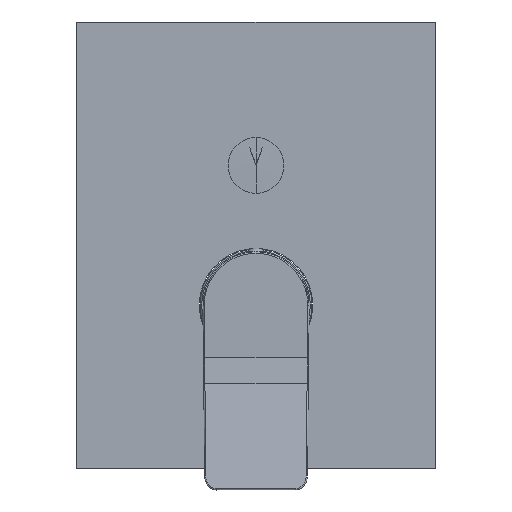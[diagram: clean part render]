
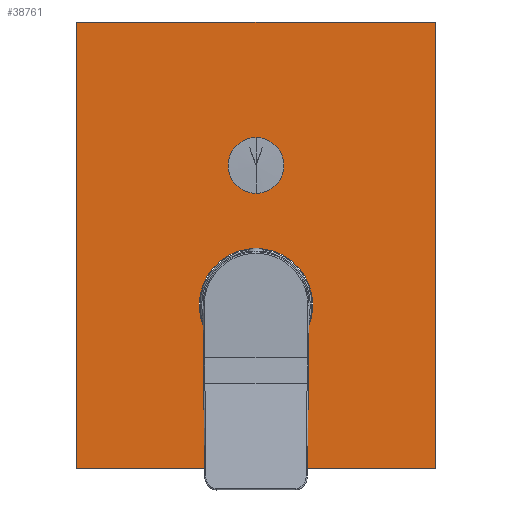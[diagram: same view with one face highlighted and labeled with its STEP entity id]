
A CAD part, top view. The second image highlights one B-rep face of the part: STEP entity #38761.
In plain terms, the highlighted planar face has unit normal (0, 0, 1).
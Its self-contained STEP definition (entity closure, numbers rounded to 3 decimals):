
#38551=DIRECTION('',(0.,-1.,0.));
#38552=VECTOR('',#38551,192.);
#38553=CARTESIAN_POINT('',(-77.,96.25,60.));
#38554=LINE('',#38553,#38552);
#38555=DIRECTION('',(-1.,0.,0.));
#38556=VECTOR('',#38555,154.);
#38557=CARTESIAN_POINT('',(77.,96.25,60.));
#38558=LINE('',#38557,#38556);
#38559=DIRECTION('',(0.,1.,0.));
#38560=VECTOR('',#38559,192.);
#38561=CARTESIAN_POINT('',(77.,-95.75,60.));
#38562=LINE('',#38561,#38560);
#38563=DIRECTION('',(1.,0.,0.));
#38564=VECTOR('',#38563,154.);
#38565=CARTESIAN_POINT('',(-77.,-95.75,60.));
#38566=LINE('',#38565,#38564);
#38567=CARTESIAN_POINT('',(0.,-25.5,60.));
#38568=DIRECTION('',(0.,0.,-1.));
#38569=DIRECTION('',(1.,0.,0.));
#38570=AXIS2_PLACEMENT_3D('',#38567,#38568,#38569);
#38572=CARTESIAN_POINT('',(0.,-25.5,60.));
#38573=DIRECTION('',(0.,0.,-1.));
#38574=DIRECTION('',(-1.,0.,0.));
#38575=AXIS2_PLACEMENT_3D('',#38572,#38573,#38574);
#38577=CARTESIAN_POINT('',(0.,34.5,60.));
#38578=DIRECTION('',(0.,0.,-1.));
#38579=DIRECTION('',(1.,0.,0.));
#38580=AXIS2_PLACEMENT_3D('',#38577,#38578,#38579);
#38582=CARTESIAN_POINT('',(0.,34.5,60.));
#38583=DIRECTION('',(0.,0.,-1.));
#38584=DIRECTION('',(-1.,0.,0.));
#38585=AXIS2_PLACEMENT_3D('',#38582,#38583,#38584);
#38615=CARTESIAN_POINT('',(24.4,-25.5,60.));
#38616=CARTESIAN_POINT('',(-24.4,-25.5,60.));
#38617=VERTEX_POINT('',#38615);
#38618=VERTEX_POINT('',#38616);
#38623=CARTESIAN_POINT('',(10.4,34.5,60.));
#38624=CARTESIAN_POINT('',(-10.4,34.5,60.));
#38625=VERTEX_POINT('',#38623);
#38626=VERTEX_POINT('',#38624);
#38635=CARTESIAN_POINT('',(-77.,96.25,60.));
#38636=CARTESIAN_POINT('',(-77.,-95.75,60.));
#38637=VERTEX_POINT('',#38635);
#38638=VERTEX_POINT('',#38636);
#38639=CARTESIAN_POINT('',(77.,-95.75,60.));
#38640=VERTEX_POINT('',#38639);
#38641=CARTESIAN_POINT('',(77.,96.25,60.));
#38642=VERTEX_POINT('',#38641);
#38736=CARTESIAN_POINT('',(0.,0.25,60.));
#38737=DIRECTION('',(0.,0.,1.));
#38738=DIRECTION('',(1.,0.,0.));
#38739=AXIS2_PLACEMENT_3D('',#38736,#38737,#38738);
#38740=PLANE('',#38739);
#38741=ORIENTED_EDGE('',*,*,#38717,.F.);
#38742=ORIENTED_EDGE('',*,*,#38652,.F.);
#38744=ORIENTED_EDGE('',*,*,#38743,.F.);
#38746=ORIENTED_EDGE('',*,*,#38745,.F.);
#38747=EDGE_LOOP('',(#38741,#38742,#38744,#38746));
#38748=FACE_OUTER_BOUND('',#38747,.F.);
#38750=ORIENTED_EDGE('',*,*,#38749,.F.);
#38752=ORIENTED_EDGE('',*,*,#38751,.F.);
#38753=EDGE_LOOP('',(#38750,#38752));
#38754=FACE_BOUND('',#38753,.F.);
#38756=ORIENTED_EDGE('',*,*,#38755,.F.);
#38758=ORIENTED_EDGE('',*,*,#38757,.F.);
#38759=EDGE_LOOP('',(#38756,#38758));
#38760=FACE_BOUND('',#38759,.F.);
#38761=ADVANCED_FACE('',(#38748,#38754,#38760),#38740,.T.);
#38571=CIRCLE('',#38570,24.4);
#38576=CIRCLE('',#38575,24.4);
#38581=CIRCLE('',#38580,10.4);
#38586=CIRCLE('',#38585,10.4);
#38652=EDGE_CURVE('',#38642,#38637,#38558,.T.);
#38717=EDGE_CURVE('',#38637,#38638,#38554,.T.);
#38743=EDGE_CURVE('',#38640,#38642,#38562,.T.);
#38745=EDGE_CURVE('',#38638,#38640,#38566,.T.);
#38749=EDGE_CURVE('',#38617,#38618,#38571,.T.);
#38751=EDGE_CURVE('',#38618,#38617,#38576,.T.);
#38755=EDGE_CURVE('',#38625,#38626,#38581,.T.);
#38757=EDGE_CURVE('',#38626,#38625,#38586,.T.);
